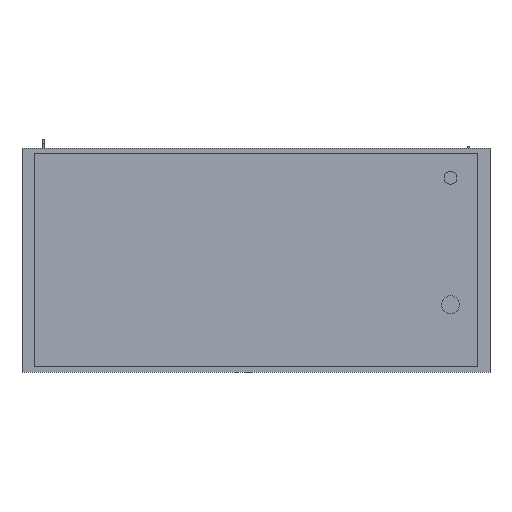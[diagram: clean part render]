
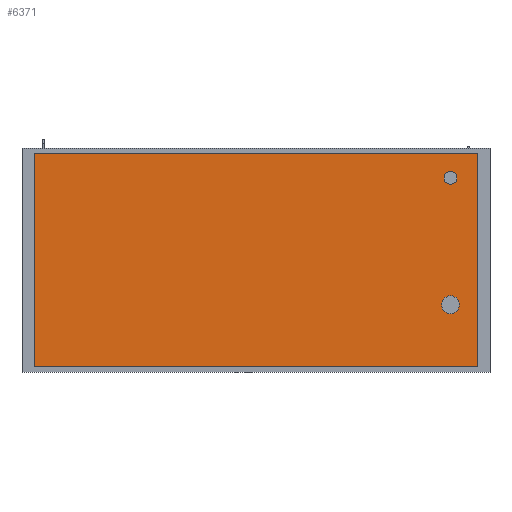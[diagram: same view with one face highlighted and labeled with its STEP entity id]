
A CAD part, front view. The second image highlights one B-rep face of the part: STEP entity #6371.
In plain terms, the highlighted planar face has unit normal (0, -1, 0).
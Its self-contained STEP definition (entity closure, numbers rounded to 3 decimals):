
#100=FACE_BOUND('',#835,.T.);
#101=FACE_BOUND('',#836,.T.);
#121=PLANE('',#6827);
#445=FACE_OUTER_BOUND('',#834,.T.);
#834=EDGE_LOOP('',(#4511,#4512,#4513,#4514));
#835=EDGE_LOOP('',(#4515,#4516));
#836=EDGE_LOOP('',(#4517,#4518));
#1231=LINE('',#9248,#2001);
#1235=LINE('',#9256,#2005);
#1238=LINE('',#9262,#2008);
#1241=LINE('',#9267,#2011);
#2001=VECTOR('',#7397,10.);
#2005=VECTOR('',#7403,10.);
#2008=VECTOR('',#7408,10.);
#2011=VECTOR('',#7413,10.);
#2759=CIRCLE('',#6808,20.);
#2760=CIRCLE('',#6809,20.);
#2763=CIRCLE('',#6814,27.5);
#2764=CIRCLE('',#6815,27.5);
#2911=VERTEX_POINT('',#9203);
#2912=VERTEX_POINT('',#9205);
#2915=VERTEX_POINT('',#9214);
#2916=VERTEX_POINT('',#9216);
#2925=VERTEX_POINT('',#9246);
#2926=VERTEX_POINT('',#9247);
#2929=VERTEX_POINT('',#9255);
#2931=VERTEX_POINT('',#9261);
#3532=EDGE_CURVE('',#2912,#2911,#2759,.T.);
#3533=EDGE_CURVE('',#2911,#2912,#2760,.T.);
#3537=EDGE_CURVE('',#2916,#2915,#2763,.T.);
#3538=EDGE_CURVE('',#2915,#2916,#2764,.T.);
#3551=EDGE_CURVE('',#2925,#2926,#1231,.T.);
#3555=EDGE_CURVE('',#2929,#2925,#1235,.T.);
#3558=EDGE_CURVE('',#2931,#2929,#1238,.T.);
#3561=EDGE_CURVE('',#2926,#2931,#1241,.T.);
#4511=ORIENTED_EDGE('',*,*,#3561,.F.);
#4512=ORIENTED_EDGE('',*,*,#3551,.F.);
#4513=ORIENTED_EDGE('',*,*,#3555,.F.);
#4514=ORIENTED_EDGE('',*,*,#3558,.F.);
#4515=ORIENTED_EDGE('',*,*,#3532,.T.);
#4516=ORIENTED_EDGE('',*,*,#3533,.T.);
#4517=ORIENTED_EDGE('',*,*,#3537,.T.);
#4518=ORIENTED_EDGE('',*,*,#3538,.T.);
#6371=ADVANCED_FACE('',(#445,#100,#101),#121,.F.);
#6808=AXIS2_PLACEMENT_3D('',#9206,#7354,#7355);
#6809=AXIS2_PLACEMENT_3D('',#9207,#7356,#7357);
#6814=AXIS2_PLACEMENT_3D('',#9217,#7367,#7368);
#6815=AXIS2_PLACEMENT_3D('',#9218,#7369,#7370);
#6827=AXIS2_PLACEMENT_3D('',#9270,#7417,#7418);
#7354=DIRECTION('center_axis',(0.,1.,0.));
#7355=DIRECTION('ref_axis',(1.,0.,0.));
#7356=DIRECTION('center_axis',(0.,1.,0.));
#7357=DIRECTION('ref_axis',(1.,0.,0.));
#7367=DIRECTION('center_axis',(0.,1.,0.));
#7368=DIRECTION('ref_axis',(1.,0.,0.));
#7369=DIRECTION('center_axis',(0.,1.,0.));
#7370=DIRECTION('ref_axis',(1.,0.,0.));
#7397=DIRECTION('',(0.,0.,1.));
#7403=DIRECTION('',(-1.,0.,0.));
#7408=DIRECTION('',(0.,0.,-1.));
#7413=DIRECTION('',(1.,0.,0.));
#7417=DIRECTION('center_axis',(0.,1.,0.));
#7418=DIRECTION('ref_axis',(0.,0.,1.));
#9203=CARTESIAN_POINT('',(582.5,0.,255.));
#9205=CARTESIAN_POINT('',(622.5,0.,255.));
#9206=CARTESIAN_POINT('Origin',(602.5,0.,255.));
#9207=CARTESIAN_POINT('Origin',(602.5,0.,255.));
#9214=CARTESIAN_POINT('',(575.,0.,-138.));
#9216=CARTESIAN_POINT('',(630.,0.,-138.));
#9217=CARTESIAN_POINT('Origin',(602.5,0.,-138.));
#9218=CARTESIAN_POINT('Origin',(602.5,0.,-138.));
#9246=CARTESIAN_POINT('',(-687.5,0.,-330.));
#9247=CARTESIAN_POINT('',(-687.5,0.,330.));
#9248=CARTESIAN_POINT('',(-687.5,0.,-330.));
#9255=CARTESIAN_POINT('',(687.5,0.,-330.));
#9256=CARTESIAN_POINT('',(687.5,0.,-330.));
#9261=CARTESIAN_POINT('',(687.5,0.,330.));
#9262=CARTESIAN_POINT('',(687.5,0.,330.));
#9267=CARTESIAN_POINT('',(-687.5,0.,330.));
#9270=CARTESIAN_POINT('Origin',(0.,0.,0.));
